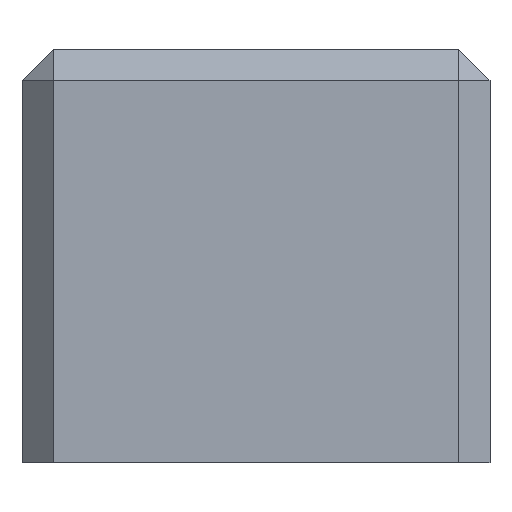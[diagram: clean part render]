
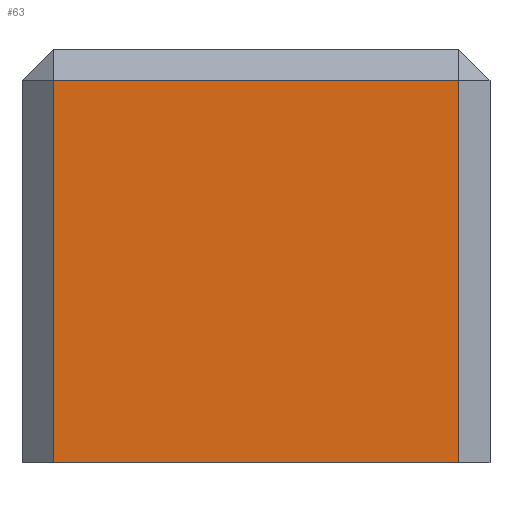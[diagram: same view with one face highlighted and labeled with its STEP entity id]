
A CAD part, front view. The second image highlights one B-rep face of the part: STEP entity #63.
In plain terms, the highlighted planar face has unit normal (0, -1, 0).
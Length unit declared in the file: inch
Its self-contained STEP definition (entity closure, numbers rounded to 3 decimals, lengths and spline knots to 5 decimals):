
#37 = LINE ( 'NONE', #148, #477 ) ;
#44 = VECTOR ( 'NONE', #1252, 39.37008 ) ;
#50 = PLANE ( 'NONE',  #898 ) ;
#63 = ADVANCED_FACE ( 'NONE', ( #1041 ), #50, .F. ) ;
#76 = DIRECTION ( 'NONE',  ( -1., 0., 0. ) ) ;
#139 = VERTEX_POINT ( 'NONE', #863 ) ;
#148 = CARTESIAN_POINT ( 'NONE',  ( -0.65, -1.625, 0.6625 ) ) ;
#239 = ORIENTED_EDGE ( 'NONE', *, *, #539, .T. ) ;
#257 = VERTEX_POINT ( 'NONE', #1232 ) ;
#327 = EDGE_CURVE ( 'NONE', #796, #920, #37, .T. ) ;
#351 = EDGE_CURVE ( 'NONE', #920, #257, #706, .T. ) ;
#367 = DIRECTION ( 'NONE',  ( 0., 0., -1. ) ) ;
#477 = VECTOR ( 'NONE', #367, 39.37008 ) ;
#485 = DIRECTION ( 'NONE',  ( 0., 1., 0. ) ) ;
#518 = CARTESIAN_POINT ( 'NONE',  ( -0.65, -1.625, -0.6625 ) ) ;
#539 = EDGE_CURVE ( 'NONE', #257, #139, #1010, .T. ) ;
#554 = DIRECTION ( 'NONE',  ( 0., 0., 1. ) ) ;
#577 = ORIENTED_EDGE ( 'NONE', *, *, #351, .T. ) ;
#706 = LINE ( 'NONE', #1145, #44 ) ;
#719 = DIRECTION ( 'NONE',  ( 0., 0., 1. ) ) ;
#784 = VECTOR ( 'NONE', #554, 39.37008 ) ;
#789 = ORIENTED_EDGE ( 'NONE', *, *, #327, .T. ) ;
#796 = VERTEX_POINT ( 'NONE', #1272 ) ;
#863 = CARTESIAN_POINT ( 'NONE',  ( 0.65, -1.625, 0.5625 ) ) ;
#898 = AXIS2_PLACEMENT_3D ( 'NONE', #947, #485, #719 ) ;
#920 = VERTEX_POINT ( 'NONE', #518 ) ;
#947 = CARTESIAN_POINT ( 'NONE',  ( -0.75, -1.625, 0.6625 ) ) ;
#1010 = LINE ( 'NONE', #1318, #784 ) ;
#1041 = FACE_OUTER_BOUND ( 'NONE', #1284, .T. ) ;
#1060 = CARTESIAN_POINT ( 'NONE',  ( -0.75, -1.625, 0.5625 ) ) ;
#1076 = LINE ( 'NONE', #1060, #1116 ) ;
#1116 = VECTOR ( 'NONE', #76, 39.37008 ) ;
#1145 = CARTESIAN_POINT ( 'NONE',  ( -0.75, -1.625, -0.6625 ) ) ;
#1209 = EDGE_CURVE ( 'NONE', #139, #796, #1076, .T. ) ;
#1232 = CARTESIAN_POINT ( 'NONE',  ( 0.65, -1.625, -0.6625 ) ) ;
#1252 = DIRECTION ( 'NONE',  ( 1., 0., 0. ) ) ;
#1272 = CARTESIAN_POINT ( 'NONE',  ( -0.65, -1.625, 0.5625 ) ) ;
#1284 = EDGE_LOOP ( 'NONE', ( #1376, #789, #577, #239 ) ) ;
#1318 = CARTESIAN_POINT ( 'NONE',  ( 0.65, -1.625, 0.6625 ) ) ;
#1376 = ORIENTED_EDGE ( 'NONE', *, *, #1209, .T. ) ;
